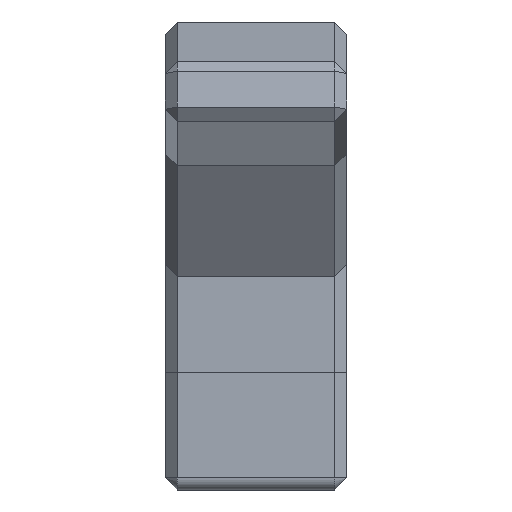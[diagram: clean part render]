
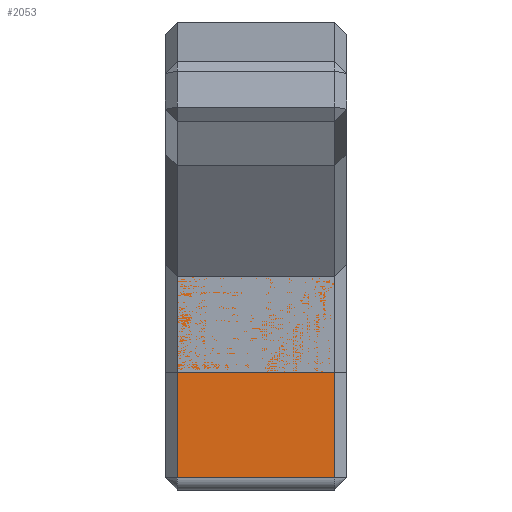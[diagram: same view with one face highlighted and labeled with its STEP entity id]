
A CAD part, front view. The second image highlights one B-rep face of the part: STEP entity #2053.
In plain terms, the highlighted planar face has unit normal (0, -1, 0).
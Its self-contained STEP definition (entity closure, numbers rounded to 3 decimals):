
#2053 = ADVANCED_FACE('',(#2054),#2088,.F.);
#2054 = FACE_BOUND('',#2055,.F.);
#2055 = EDGE_LOOP('',(#2056,#2066,#2074,#2082));
#2056 = ORIENTED_EDGE('',*,*,#2057,.T.);
#2057 = EDGE_CURVE('',#2058,#2060,#2062,.T.);
#2058 = VERTEX_POINT('',#2059);
#2059 = CARTESIAN_POINT('',(-6.5,-35.5,28.5));
#2060 = VERTEX_POINT('',#2061);
#2061 = CARTESIAN_POINT('',(6.5,-35.5,28.5));
#2062 = LINE('',#2063,#2064);
#2063 = CARTESIAN_POINT('',(-7.5,-35.5,28.5));
#2064 = VECTOR('',#2065,1.);
#2065 = DIRECTION('',(1.,0.,0.));
#2066 = ORIENTED_EDGE('',*,*,#2067,.T.);
#2067 = EDGE_CURVE('',#2060,#2068,#2070,.T.);
#2068 = VERTEX_POINT('',#2069);
#2069 = CARTESIAN_POINT('',(6.5,-35.5,11.916));
#2070 = LINE('',#2071,#2072);
#2071 = CARTESIAN_POINT('',(6.5,-35.5,28.5));
#2072 = VECTOR('',#2073,1.);
#2073 = DIRECTION('',(0.,0.,-1.));
#2074 = ORIENTED_EDGE('',*,*,#2075,.F.);
#2075 = EDGE_CURVE('',#2076,#2068,#2078,.T.);
#2076 = VERTEX_POINT('',#2077);
#2077 = CARTESIAN_POINT('',(-6.5,-35.5,11.916));
#2078 = LINE('',#2079,#2080);
#2079 = CARTESIAN_POINT('',(-7.5,-35.5,11.916));
#2080 = VECTOR('',#2081,1.);
#2081 = DIRECTION('',(1.,0.,0.));
#2082 = ORIENTED_EDGE('',*,*,#2083,.F.);
#2083 = EDGE_CURVE('',#2058,#2076,#2084,.T.);
#2084 = LINE('',#2085,#2086);
#2085 = CARTESIAN_POINT('',(-6.5,-35.5,28.5));
#2086 = VECTOR('',#2087,1.);
#2087 = DIRECTION('',(0.,0.,-1.));
#2088 = PLANE('',#2089);
#2089 = AXIS2_PLACEMENT_3D('',#2090,#2091,#2092);
#2090 = CARTESIAN_POINT('',(-7.5,-35.5,28.5));
#2091 = DIRECTION('',(0.,1.,0.));
#2092 = DIRECTION('',(0.,0.,-1.));
